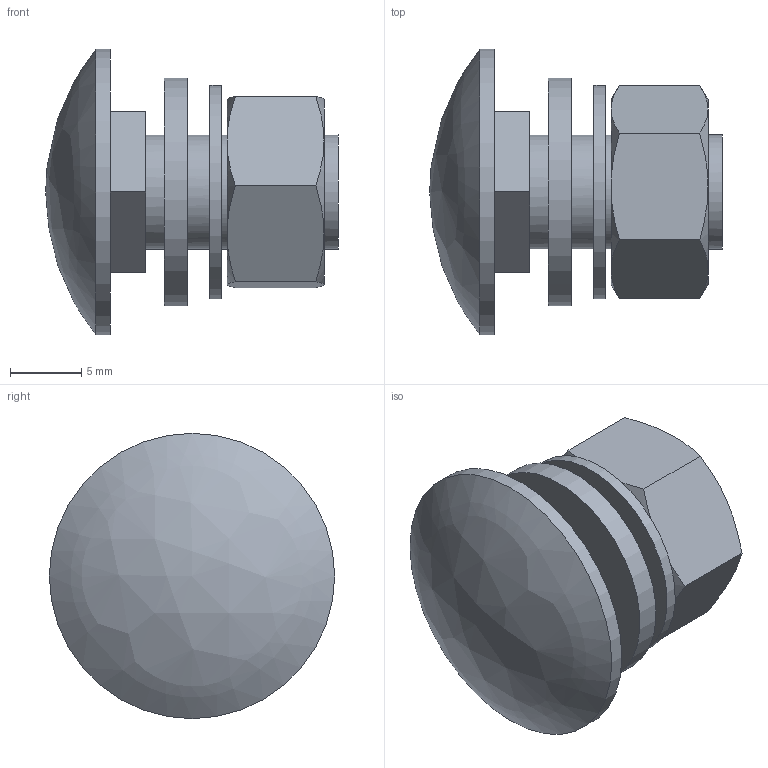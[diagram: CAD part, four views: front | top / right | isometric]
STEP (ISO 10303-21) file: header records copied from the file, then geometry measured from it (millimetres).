
FILE_DESCRIPTION (( 'STEP AP214' ), '1' );
FILE_NAME ('6406963.stp', '2022-07-13T11:32:20', ( '' ), ( '' ), 'SwSTEP 2.0', 'SolidWorks 2020', '' );
FILE_SCHEMA (( 'AUTOMOTIVE_DESIGN' ));
Length unit declared in the file: millimetre
Products named in the file (5): 011423_Hexagon Nut ISO 4032 - M8 - D - C; 6406963; 034539; 009241_DIN 6798-A8.4; KTS 14.002-050_Standard
Assembly tree (4 placements, depth 2):
  6406963
    KTS 14.002-050_Standard
    009241_DIN 6798-A8.4
    034539
    011423_Hexagon Nut ISO 4032 - M8 - D - C
Bounding box: 20.51 x 20 x 20 mm (x, y, z)
Volume: 2794.3 mm3; surface area: 2510.7 mm2
Topology: 4 solids, 4 shells, 45 faces, 91 edges, 55 vertices
Faces by surface type: plane 22, cone 14, cylinder 8, bspline 1
Full cylindrical faces by diameter (mm): 6.8 x1, 8 x2, 8.4 x2, 15 x1, 16 x1, 20 x1
Entity records: 1404 total; most frequent: CARTESIAN_POINT 333, DIRECTION 188, ORIENTED_EDGE 156, AXIS2_PLACEMENT_3D 83, EDGE_CURVE 78, EDGE_LOOP 62, FACE_OUTER_BOUND 53, VERTEX_POINT 52
